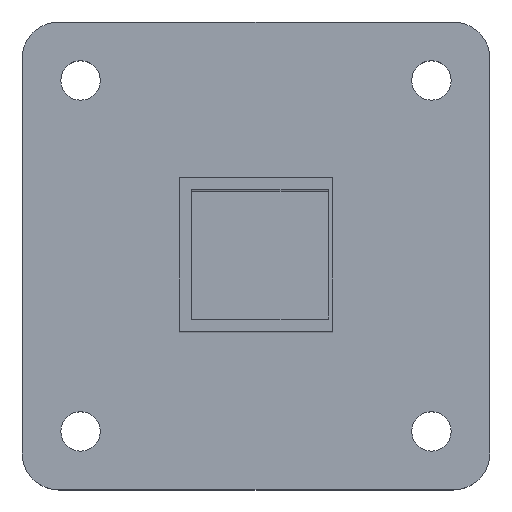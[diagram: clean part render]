
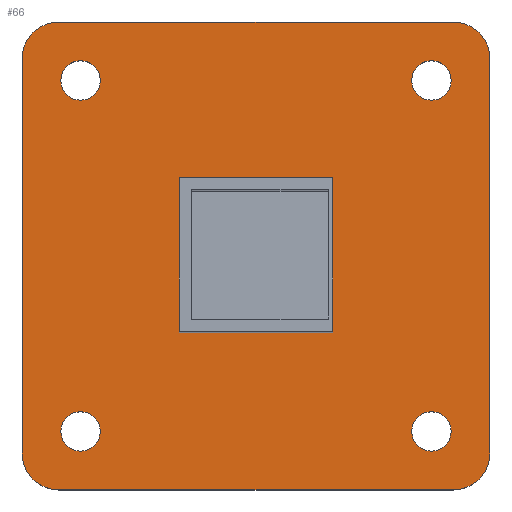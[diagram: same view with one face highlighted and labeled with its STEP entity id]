
A CAD part, top view. The second image highlights one B-rep face of the part: STEP entity #66.
In plain terms, the highlighted planar face has unit normal (0, 0, 1).
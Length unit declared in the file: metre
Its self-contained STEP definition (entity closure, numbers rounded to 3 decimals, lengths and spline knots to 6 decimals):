
#66=ADVANCED_FACE('',(#146,#147,#148,#149,#150,#151),#152,.T.);
#146=FACE_BOUND('',#239,.T.);
#147=FACE_BOUND('',#240,.T.);
#148=FACE_BOUND('',#241,.T.);
#149=FACE_BOUND('',#242,.T.);
#150=FACE_BOUND('',#243,.T.);
#151=FACE_OUTER_BOUND('',#244,.T.);
#152=PLANE('',#245);
#239=EDGE_LOOP('',(#369));
#240=EDGE_LOOP('',(#370));
#241=EDGE_LOOP('',(#371));
#242=EDGE_LOOP('',(#372));
#243=EDGE_LOOP('',(#373,#374,#375,#376));
#244=EDGE_LOOP('',(#377,#378,#379,#380,#381,#382,#383,#384));
#245=AXIS2_PLACEMENT_3D('',#385,#386,#387);
#369=ORIENTED_EDGE('',*,*,#519,.T.);
#370=ORIENTED_EDGE('',*,*,#542,.T.);
#371=ORIENTED_EDGE('',*,*,#543,.T.);
#372=ORIENTED_EDGE('',*,*,#502,.T.);
#373=ORIENTED_EDGE('',*,*,#516,.F.);
#374=ORIENTED_EDGE('',*,*,#507,.F.);
#375=ORIENTED_EDGE('',*,*,#544,.F.);
#376=ORIENTED_EDGE('',*,*,#521,.F.);
#377=ORIENTED_EDGE('',*,*,#545,.F.);
#378=ORIENTED_EDGE('',*,*,#536,.T.);
#379=ORIENTED_EDGE('',*,*,#546,.F.);
#380=ORIENTED_EDGE('',*,*,#547,.T.);
#381=ORIENTED_EDGE('',*,*,#548,.F.);
#382=ORIENTED_EDGE('',*,*,#511,.T.);
#383=ORIENTED_EDGE('',*,*,#540,.F.);
#384=ORIENTED_EDGE('',*,*,#549,.T.);
#385=CARTESIAN_POINT('',(0.188,0.038,0.006));
#386=DIRECTION('',(0.0,0.0,1.0));
#387=DIRECTION('',(1.0,0.0,0.0));
#502=EDGE_CURVE('',#583,#583,#584,.T.);
#507=EDGE_CURVE('',#591,#586,#593,.T.);
#511=EDGE_CURVE('',#600,#598,#601,.T.);
#516=EDGE_CURVE('',#586,#604,#608,.T.);
#519=EDGE_CURVE('',#612,#612,#613,.T.);
#521=EDGE_CURVE('',#604,#615,#616,.T.);
#536=EDGE_CURVE('',#641,#639,#642,.T.);
#540=EDGE_CURVE('',#645,#598,#647,.T.);
#542=EDGE_CURVE('',#649,#649,#650,.T.);
#543=EDGE_CURVE('',#651,#651,#652,.T.);
#544=EDGE_CURVE('',#615,#591,#653,.T.);
#545=EDGE_CURVE('',#641,#654,#655,.T.);
#546=EDGE_CURVE('',#656,#639,#657,.T.);
#547=EDGE_CURVE('',#656,#658,#659,.T.);
#548=EDGE_CURVE('',#600,#658,#660,.T.);
#549=EDGE_CURVE('',#645,#654,#661,.T.);
#583=VERTEX_POINT('',#703);
#584=CIRCLE('',#704,0.0032);
#586=VERTEX_POINT('',#706);
#591=VERTEX_POINT('',#713);
#593=LINE('',#716,#717);
#598=VERTEX_POINT('',#722);
#600=VERTEX_POINT('',#725);
#601=CIRCLE('',#726,0.006);
#604=VERTEX_POINT('',#730);
#608=LINE('',#736,#737);
#612=VERTEX_POINT('',#741);
#613=CIRCLE('',#742,0.0032);
#615=VERTEX_POINT('',#744);
#616=LINE('',#745,#746);
#639=VERTEX_POINT('',#775);
#641=VERTEX_POINT('',#778);
#642=CIRCLE('',#779,0.006);
#645=VERTEX_POINT('',#783);
#647=LINE('',#786,#787);
#649=VERTEX_POINT('',#789);
#650=CIRCLE('',#790,0.0032);
#651=VERTEX_POINT('',#791);
#652=CIRCLE('',#792,0.0032);
#653=LINE('',#793,#794);
#654=VERTEX_POINT('',#795);
#655=LINE('',#796,#797);
#656=VERTEX_POINT('',#798);
#657=LINE('',#799,#800);
#658=VERTEX_POINT('',#801);
#659=CIRCLE('',#802,0.006);
#660=LINE('',#803,#804);
#661=CIRCLE('',#805,0.006);
#703=CARTESIAN_POINT('',(0.1563,0.0665,0.006));
#704=AXIS2_PLACEMENT_3D('',#863,#864,#865);
#706=CARTESIAN_POINT('',(0.1755,0.0255,0.006));
#713=CARTESIAN_POINT('',(0.1755,0.0505,0.006));
#716=CARTESIAN_POINT('',(0.1755,0.038,0.006));
#717=VECTOR('',#869,1.0);
#722=CARTESIAN_POINT('',(0.156,0.0,0.006));
#725=CARTESIAN_POINT('',(0.15,0.006,0.006));
#726=AXIS2_PLACEMENT_3D('',#874,#875,#876);
#730=CARTESIAN_POINT('',(0.2005,0.0255,0.006));
#736=CARTESIAN_POINT('',(0.188,0.0255,0.006));
#737=VECTOR('',#880,1.0);
#741=CARTESIAN_POINT('',(0.2133,0.0095,0.006));
#742=AXIS2_PLACEMENT_3D('',#884,#885,#886);
#744=CARTESIAN_POINT('',(0.2005,0.0505,0.006));
#745=CARTESIAN_POINT('',(0.2005,0.038,0.006));
#746=VECTOR('',#887,1.0);
#775=CARTESIAN_POINT('',(0.22,0.076,0.006));
#778=CARTESIAN_POINT('',(0.226,0.07,0.006));
#779=AXIS2_PLACEMENT_3D('',#910,#911,#912);
#783=CARTESIAN_POINT('',(0.22,0.0,0.006));
#786=CARTESIAN_POINT('',(0.188,0.0,0.006));
#787=VECTOR('',#915,1.0);
#789=CARTESIAN_POINT('',(0.1563,0.0095,0.006));
#790=AXIS2_PLACEMENT_3D('',#916,#917,#918);
#791=CARTESIAN_POINT('',(0.2133,0.0665,0.006));
#792=AXIS2_PLACEMENT_3D('',#919,#920,#921);
#793=CARTESIAN_POINT('',(0.188,0.0505,0.006));
#794=VECTOR('',#922,1.0);
#795=CARTESIAN_POINT('',(0.226,0.006,0.006));
#796=CARTESIAN_POINT('',(0.226,0.038,0.006));
#797=VECTOR('',#923,1.0);
#798=CARTESIAN_POINT('',(0.156,0.076,0.006));
#799=CARTESIAN_POINT('',(0.188,0.076,0.006));
#800=VECTOR('',#924,1.0);
#801=CARTESIAN_POINT('',(0.15,0.07,0.006));
#802=AXIS2_PLACEMENT_3D('',#925,#926,#927);
#803=CARTESIAN_POINT('',(0.15,0.038,0.006));
#804=VECTOR('',#928,1.0);
#805=AXIS2_PLACEMENT_3D('',#929,#930,#931);
#863=CARTESIAN_POINT('',(0.1595,0.0665,0.006));
#864=DIRECTION('',(0.0,0.0,-1.0));
#865=DIRECTION('',(-1.0,0.0,0.0));
#869=DIRECTION('',(0.0,-1.0,0.0));
#874=CARTESIAN_POINT('',(0.156,0.006,0.006));
#875=DIRECTION('',(0.0,0.0,1.0));
#876=DIRECTION('',(1.0,0.0,0.0));
#880=DIRECTION('',(1.0,0.0,0.0));
#884=CARTESIAN_POINT('',(0.2165,0.0095,0.006));
#885=DIRECTION('',(0.0,0.0,-1.0));
#886=DIRECTION('',(-1.0,0.0,0.0));
#887=DIRECTION('',(0.0,1.0,0.0));
#910=CARTESIAN_POINT('',(0.22,0.07,0.006));
#911=DIRECTION('',(0.0,0.0,1.0));
#912=DIRECTION('',(1.0,0.0,0.0));
#915=DIRECTION('',(-1.0,0.0,0.0));
#916=CARTESIAN_POINT('',(0.1595,0.0095,0.006));
#917=DIRECTION('',(0.0,0.0,-1.0));
#918=DIRECTION('',(-1.0,0.0,0.0));
#919=CARTESIAN_POINT('',(0.2165,0.0665,0.006));
#920=DIRECTION('',(0.0,0.0,-1.0));
#921=DIRECTION('',(-1.0,0.0,0.0));
#922=DIRECTION('',(-1.0,0.0,0.0));
#923=DIRECTION('',(0.0,-1.0,0.0));
#924=DIRECTION('',(1.0,0.0,0.0));
#925=CARTESIAN_POINT('',(0.156,0.07,0.006));
#926=DIRECTION('',(0.0,0.0,1.0));
#927=DIRECTION('',(1.0,0.0,0.0));
#928=DIRECTION('',(0.0,1.0,0.0));
#929=CARTESIAN_POINT('',(0.22,0.006,0.006));
#930=DIRECTION('',(0.0,0.0,1.0));
#931=DIRECTION('',(1.0,0.0,0.0));
